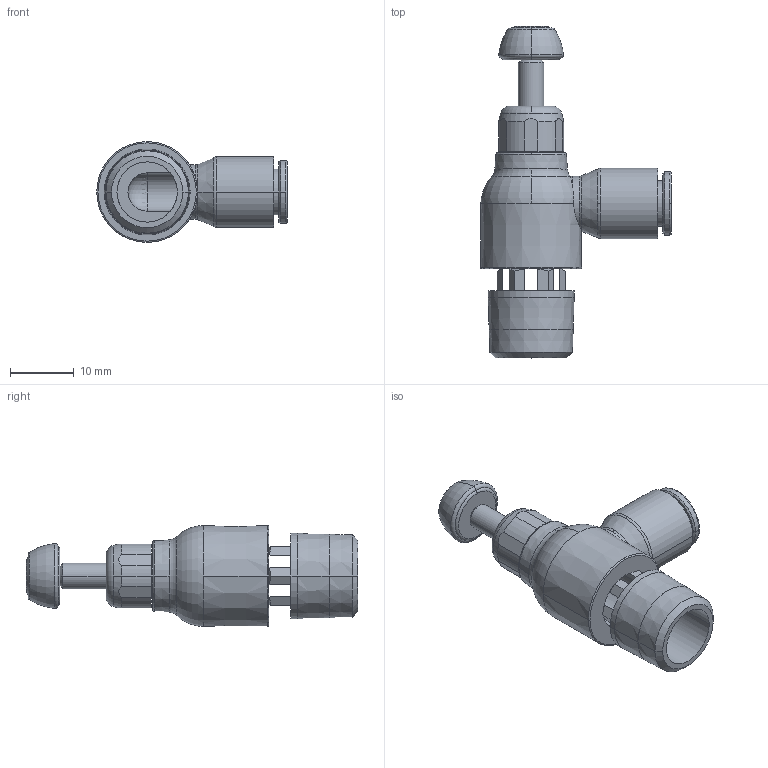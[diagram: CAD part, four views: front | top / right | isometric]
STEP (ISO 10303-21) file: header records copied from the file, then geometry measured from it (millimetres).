
FILE_DESCRIPTION(('STEP AP214'),'1');
FILE_NAME('7067_06_13.stp','2016-07-07T14:31:55',('TraceParts'),('TraceParts S.A.'),'Spatial InterOp 3D',' ',' ');
FILE_SCHEMA(('automotive_design'));
Length unit declared in the file: millimetre
Products named in the file (1): 1
Bounding box: 29.86 x 52 x 15.8 mm (x, y, z)
Volume: 4716.4 mm3; surface area: 4075.3 mm2
Topology: 2 solids, 2 shells, 120 faces, 310 edges, 197 vertices
Faces by surface type: plane 29, cylinder 28, cone 28, torus 27, revolution 6, sphere 2
Entity records: 3977 total; most frequent: CARTESIAN_POINT 958, DIRECTION 689, ORIENTED_EDGE 616, EDGE_CURVE 308, AXIS2_PLACEMENT_3D 295, VERTEX_POINT 197, CIRCLE 180, EDGE_LOOP 129
